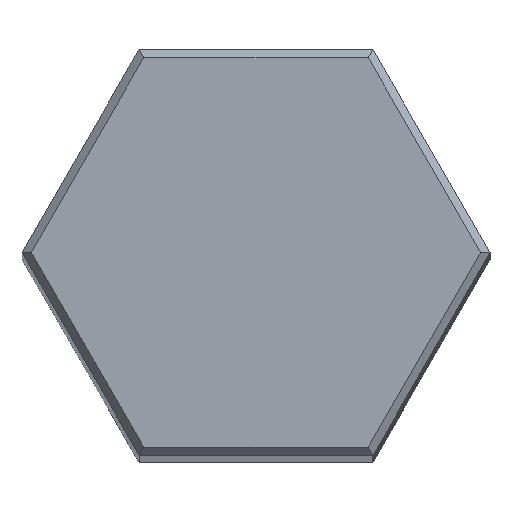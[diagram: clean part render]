
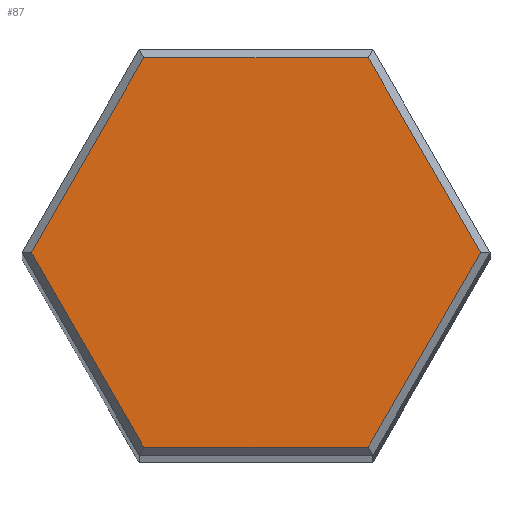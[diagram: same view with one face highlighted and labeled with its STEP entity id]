
A CAD part, top view. The second image highlights one B-rep face of the part: STEP entity #87.
In plain terms, the highlighted planar face has unit normal (0, 0, 1).
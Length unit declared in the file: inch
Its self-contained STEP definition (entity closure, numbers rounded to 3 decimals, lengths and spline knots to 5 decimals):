
#25 = CARTESIAN_POINT ( 'NONE',  ( 0.28868, 0., 5. ) ) ;
#40 = CARTESIAN_POINT ( 'NONE',  ( 0.28001, 0.005, 5. ) ) ;
#41 = CARTESIAN_POINT ( 'NONE',  ( 0.14434, -0.24, 5. ) ) ;
#58 = DIRECTION ( 'NONE',  ( 1., 0., 0. ) ) ;
#61 = CARTESIAN_POINT ( 'NONE',  ( -0.13856, 0.24, 5. ) ) ;
#70 = CARTESIAN_POINT ( 'NONE',  ( -0.27713, 0., 5. ) ) ;
#87 = ADVANCED_FACE ( 'NONE', ( #292 ), #565, .T. ) ;
#104 = DIRECTION ( 'NONE',  ( 0., 0., 1. ) ) ;
#125 = CARTESIAN_POINT ( 'NONE',  ( 0.13856, -0.24, 5. ) ) ;
#136 = CARTESIAN_POINT ( 'NONE',  ( -0.14434, 0.24, 5. ) ) ;
#138 = DIRECTION ( 'NONE',  ( 0.5, -0.866, 0. ) ) ;
#149 = LINE ( 'NONE', #496, #153 ) ;
#153 = VECTOR ( 'NONE', #138, 39.37008 ) ;
#154 = VECTOR ( 'NONE', #548, 39.37008 ) ;
#155 = LINE ( 'NONE', #386, #154 ) ;
#156 = LINE ( 'NONE', #136, #158 ) ;
#157 = VECTOR ( 'NONE', #298, 39.37008 ) ;
#158 = VECTOR ( 'NONE', #197, 39.37008 ) ;
#160 = VECTOR ( 'NONE', #58, 39.37008 ) ;
#163 = LINE ( 'NONE', #41, #160 ) ;
#181 = LINE ( 'NONE', #40, #157 ) ;
#197 = DIRECTION ( 'NONE',  ( -1., 0., 0. ) ) ;
#205 = CARTESIAN_POINT ( 'NONE',  ( -0.28001, -0.005, 5. ) ) ;
#212 = EDGE_CURVE ( 'NONE', #477, #327, #268, .T. ) ;
#263 = VECTOR ( 'NONE', #449, 39.37008 ) ;
#268 = LINE ( 'NONE', #205, #263 ) ;
#274 = CARTESIAN_POINT ( 'NONE',  ( 0.27713, 0., 5. ) ) ;
#292 = FACE_OUTER_BOUND ( 'NONE', #463, .T. ) ;
#298 = DIRECTION ( 'NONE',  ( 0.5, 0.866, 0. ) ) ;
#327 = VERTEX_POINT ( 'NONE', #70 ) ;
#328 = VERTEX_POINT ( 'NONE', #454 ) ;
#349 = AXIS2_PLACEMENT_3D ( 'NONE', #25, #104, #524 ) ;
#386 = CARTESIAN_POINT ( 'NONE',  ( 0.13568, 0.245, 5. ) ) ;
#395 = ORIENTED_EDGE ( 'NONE', *, *, #434, .T. ) ;
#396 = ORIENTED_EDGE ( 'NONE', *, *, #436, .T. ) ;
#400 = ORIENTED_EDGE ( 'NONE', *, *, #442, .T. ) ;
#408 = VERTEX_POINT ( 'NONE', #125 ) ;
#409 = ORIENTED_EDGE ( 'NONE', *, *, #446, .T. ) ;
#411 = ORIENTED_EDGE ( 'NONE', *, *, #212, .T. ) ;
#412 = ORIENTED_EDGE ( 'NONE', *, *, #450, .T. ) ;
#434 = EDGE_CURVE ( 'NONE', #440, #408, #163, .T. ) ;
#436 = EDGE_CURVE ( 'NONE', #408, #562, #181, .T. ) ;
#440 = VERTEX_POINT ( 'NONE', #488 ) ;
#442 = EDGE_CURVE ( 'NONE', #562, #328, #155, .T. ) ;
#446 = EDGE_CURVE ( 'NONE', #328, #477, #156, .T. ) ;
#449 = DIRECTION ( 'NONE',  ( -0.5, -0.866, 0. ) ) ;
#450 = EDGE_CURVE ( 'NONE', #327, #440, #149, .T. ) ;
#454 = CARTESIAN_POINT ( 'NONE',  ( 0.13856, 0.24, 5. ) ) ;
#463 = EDGE_LOOP ( 'NONE', ( #395, #396, #400, #409, #411, #412 ) ) ;
#477 = VERTEX_POINT ( 'NONE', #61 ) ;
#488 = CARTESIAN_POINT ( 'NONE',  ( -0.13856, -0.24, 5. ) ) ;
#496 = CARTESIAN_POINT ( 'NONE',  ( -0.13568, -0.245, 5. ) ) ;
#524 = DIRECTION ( 'NONE',  ( 1., 0., 0. ) ) ;
#548 = DIRECTION ( 'NONE',  ( -0.5, 0.866, 0. ) ) ;
#562 = VERTEX_POINT ( 'NONE', #274 ) ;
#565 = PLANE ( 'NONE',  #349 ) ;
